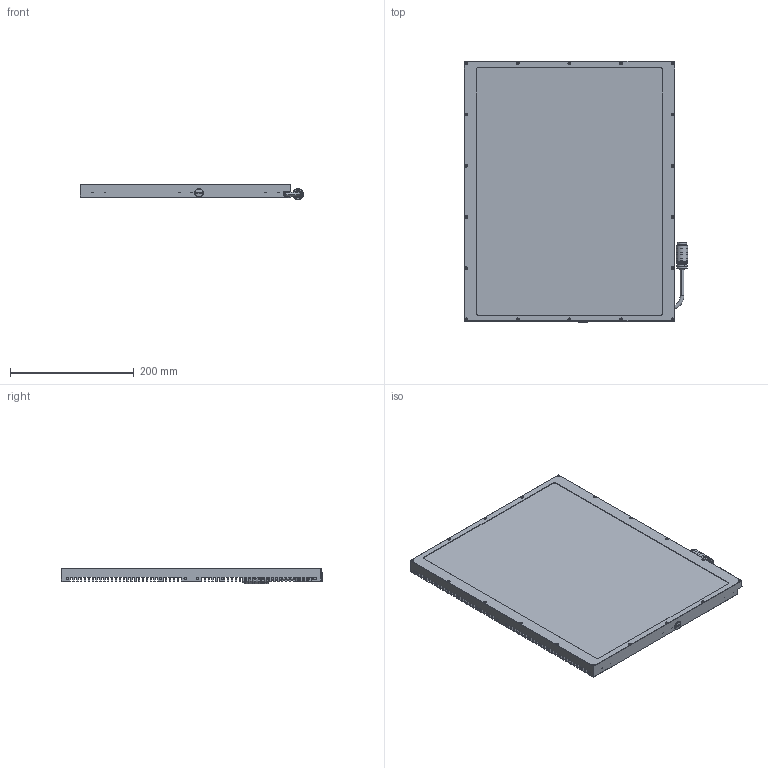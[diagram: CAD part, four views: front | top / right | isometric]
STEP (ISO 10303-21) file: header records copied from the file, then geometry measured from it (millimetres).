
FILE_DESCRIPTION (( 'STEP AP214' ), '1' );
FILE_NAME ('6GF35008DF303DA0_001_STEP.STEP', '2021-01-13T07:22:51', ( '' ), ( '' ), 'SwSTEP 2.0', 'SolidWorks 2019', '' );
FILE_SCHEMA (( 'AUTOMOTIVE_DESIGN' ));
Length unit declared in the file: millimetre
Products named in the file (4): LG4030-V02_MO_3_Normal; 6GF35008DF303DA0_001_STEP; LG4031_gefüllt_IMP; LG4030-V02_MO_2
Assembly tree (3 placements, depth 2):
  6GF35008DF303DA0_001_STEP
    LG4030-V02_MO_2
    LG4031_gefüllt_IMP
    LG4030-V02_MO_3_Normal
Bounding box: 361.3 x 421.97 x 25.8 mm (x, y, z)
Volume: 2477252.7 mm3; surface area: 579968.8 mm2
Topology: 3 solids, 3 shells, 873 faces, 2371 edges, 1584 vertices
Faces by surface type: plane 563, cylinder 205, cone 80, bspline 17, torus 7, sphere 1
Entity records: 33937 total; most frequent: CARTESIAN_POINT 11406, ORIENTED_EDGE 4686, DIRECTION 4177, EDGE_CURVE 2343, VECTOR 1633, LINE 1633, VERTEX_POINT 1584, AXIS2_PLACEMENT_3D 1272
